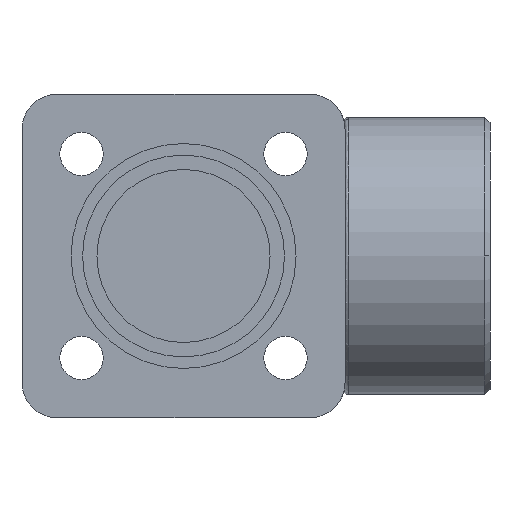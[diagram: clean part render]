
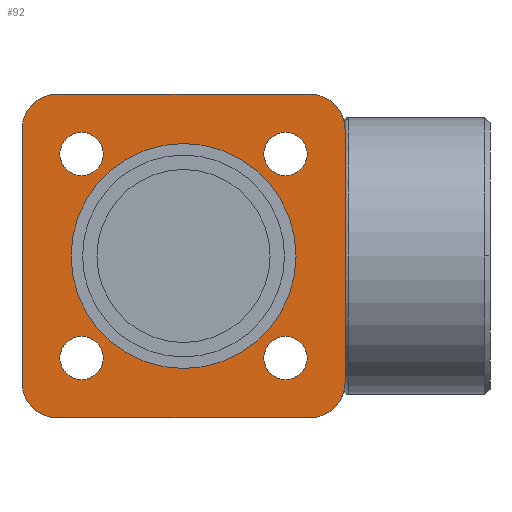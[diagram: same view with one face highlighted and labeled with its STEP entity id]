
A CAD part, front view. The second image highlights one B-rep face of the part: STEP entity #92.
In plain terms, the highlighted planar face has unit normal (0, -1, 0).
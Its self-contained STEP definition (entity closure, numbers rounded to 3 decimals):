
#92=ADVANCED_FACE('',(#201,#202,#203,#204,#205,#206),#207,.F.);
#201=FACE_BOUND('',#323,.T.);
#202=FACE_BOUND('',#324,.T.);
#203=FACE_BOUND('',#325,.T.);
#204=FACE_BOUND('',#326,.T.);
#205=FACE_BOUND('',#327,.T.);
#206=FACE_OUTER_BOUND('',#328,.T.);
#207=PLANE('',#329);
#323=EDGE_LOOP('',(#716,#717));
#324=EDGE_LOOP('',(#718,#719));
#325=EDGE_LOOP('',(#720,#721));
#326=EDGE_LOOP('',(#722,#723));
#327=EDGE_LOOP('',(#724,#725));
#328=EDGE_LOOP('',(#726,#727,#728,#729,#730,#731,#732,#733));
#329=AXIS2_PLACEMENT_3D('',#734,#735,#736);
#716=ORIENTED_EDGE('',*,*,#862,.T.);
#717=ORIENTED_EDGE('',*,*,#855,.T.);
#718=ORIENTED_EDGE('',*,*,#866,.T.);
#719=ORIENTED_EDGE('',*,*,#847,.T.);
#720=ORIENTED_EDGE('',*,*,#868,.T.);
#721=ORIENTED_EDGE('',*,*,#843,.T.);
#722=ORIENTED_EDGE('',*,*,#870,.T.);
#723=ORIENTED_EDGE('',*,*,#839,.T.);
#724=ORIENTED_EDGE('',*,*,#872,.T.);
#725=ORIENTED_EDGE('',*,*,#835,.T.);
#726=ORIENTED_EDGE('',*,*,#930,.T.);
#727=ORIENTED_EDGE('',*,*,#931,.F.);
#728=ORIENTED_EDGE('',*,*,#932,.T.);
#729=ORIENTED_EDGE('',*,*,#933,.F.);
#730=ORIENTED_EDGE('',*,*,#934,.F.);
#731=ORIENTED_EDGE('',*,*,#935,.F.);
#732=ORIENTED_EDGE('',*,*,#936,.T.);
#733=ORIENTED_EDGE('',*,*,#937,.F.);
#734=CARTESIAN_POINT('',(0.,0.0,0.0));
#735=DIRECTION('',(-0.0,1.0,0.));
#736=DIRECTION('',(1.0,0.0,0.0));
#835=EDGE_CURVE('',#1006,#1010,#1012,.T.);
#839=EDGE_CURVE('',#1014,#1018,#1020,.T.);
#843=EDGE_CURVE('',#1022,#1026,#1028,.T.);
#847=EDGE_CURVE('',#1030,#1034,#1036,.T.);
#855=EDGE_CURVE('',#1046,#1050,#1052,.T.);
#862=EDGE_CURVE('',#1050,#1046,#1063,.T.);
#866=EDGE_CURVE('',#1034,#1030,#1067,.T.);
#868=EDGE_CURVE('',#1026,#1022,#1069,.T.);
#870=EDGE_CURVE('',#1018,#1014,#1071,.T.);
#872=EDGE_CURVE('',#1010,#1006,#1073,.T.);
#930=EDGE_CURVE('',#1163,#1164,#1165,.T.);
#931=EDGE_CURVE('',#1166,#1164,#1167,.T.);
#932=EDGE_CURVE('',#1166,#1168,#1169,.T.);
#933=EDGE_CURVE('',#1170,#1168,#1171,.T.);
#934=EDGE_CURVE('',#1172,#1170,#1173,.T.);
#935=EDGE_CURVE('',#1174,#1172,#1175,.T.);
#936=EDGE_CURVE('',#1174,#1176,#1177,.T.);
#937=EDGE_CURVE('',#1163,#1176,#1178,.T.);
#1006=VERTEX_POINT('',#1401);
#1010=VERTEX_POINT('',#1406);
#1012=CIRCLE('',#1409,3.0);
#1014=VERTEX_POINT('',#1411);
#1018=VERTEX_POINT('',#1416);
#1020=CIRCLE('',#1419,3.0);
#1022=VERTEX_POINT('',#1421);
#1026=VERTEX_POINT('',#1426);
#1028=CIRCLE('',#1429,3.0);
#1030=VERTEX_POINT('',#1431);
#1034=VERTEX_POINT('',#1436);
#1036=CIRCLE('',#1439,3.0);
#1046=VERTEX_POINT('',#1451);
#1050=VERTEX_POINT('',#1456);
#1052=CIRCLE('',#1459,15.6);
#1063=CIRCLE('',#1472,15.6);
#1067=CIRCLE('',#1476,3.0);
#1069=CIRCLE('',#1478,3.0);
#1071=CIRCLE('',#1480,3.0);
#1073=CIRCLE('',#1482,3.0);
#1163=VERTEX_POINT('',#1701);
#1164=VERTEX_POINT('',#1702);
#1165=LINE('',#1703,#1704);
#1166=VERTEX_POINT('',#1705);
#1167=CIRCLE('',#1706,4.8);
#1168=VERTEX_POINT('',#1707);
#1169=LINE('',#1708,#1709);
#1170=VERTEX_POINT('',#1710);
#1171=CIRCLE('',#1711,4.8);
#1172=VERTEX_POINT('',#1712);
#1173=LINE('',#1713,#1714);
#1174=VERTEX_POINT('',#1715);
#1175=CIRCLE('',#1716,4.8);
#1176=VERTEX_POINT('',#1717);
#1177=LINE('',#1718,#1719);
#1178=CIRCLE('',#1720,4.8);
#1401=CARTESIAN_POINT('',(16.263,0.,-16.263));
#1406=CARTESIAN_POINT('',(12.021,0.,-12.021));
#1409=AXIS2_PLACEMENT_3D('',#1797,#1798,#1799);
#1411=CARTESIAN_POINT('',(-16.263,0.,-16.263));
#1416=CARTESIAN_POINT('',(-12.021,0.,-12.021));
#1419=AXIS2_PLACEMENT_3D('',#1805,#1806,#1807);
#1421=CARTESIAN_POINT('',(-16.263,0.,16.263));
#1426=CARTESIAN_POINT('',(-12.021,0.,12.021));
#1429=AXIS2_PLACEMENT_3D('',#1813,#1814,#1815);
#1431=CARTESIAN_POINT('',(16.263,0.,16.263));
#1436=CARTESIAN_POINT('',(12.021,0.,12.021));
#1439=AXIS2_PLACEMENT_3D('',#1821,#1822,#1823);
#1451=CARTESIAN_POINT('',(-15.6,0.,0.));
#1456=CARTESIAN_POINT('',(15.6,0.,0.));
#1459=AXIS2_PLACEMENT_3D('',#1837,#1838,#1839);
#1472=AXIS2_PLACEMENT_3D('',#1854,#1855,#1856);
#1476=AXIS2_PLACEMENT_3D('',#1866,#1867,#1868);
#1478=AXIS2_PLACEMENT_3D('',#1872,#1873,#1874);
#1480=AXIS2_PLACEMENT_3D('',#1878,#1879,#1880);
#1482=AXIS2_PLACEMENT_3D('',#1884,#1885,#1886);
#1701=CARTESIAN_POINT('',(-17.6,0.,-22.4));
#1702=CARTESIAN_POINT('',(17.6,0.,-22.4));
#1703=CARTESIAN_POINT('',(0.,0.,-22.4));
#1704=VECTOR('',#1992,1.0);
#1705=CARTESIAN_POINT('',(22.4,0.,-17.6));
#1706=AXIS2_PLACEMENT_3D('',#1993,#1994,#1995);
#1707=CARTESIAN_POINT('',(22.4,0.,17.6));
#1708=CARTESIAN_POINT('',(22.4,0.,-17.6));
#1709=VECTOR('',#1996,1.0);
#1710=CARTESIAN_POINT('',(17.6,0.,22.4));
#1711=AXIS2_PLACEMENT_3D('',#1997,#1998,#1999);
#1712=CARTESIAN_POINT('',(-17.6,0.,22.4));
#1713=CARTESIAN_POINT('',(0.,0.,22.4));
#1714=VECTOR('',#2000,1.0);
#1715=CARTESIAN_POINT('',(-22.4,0.,17.6));
#1716=AXIS2_PLACEMENT_3D('',#2001,#2002,#2003);
#1717=CARTESIAN_POINT('',(-22.4,0.,-17.6));
#1718=CARTESIAN_POINT('',(-22.4,0.,17.6));
#1719=VECTOR('',#2004,1.0);
#1720=AXIS2_PLACEMENT_3D('',#2005,#2006,#2007);
#1797=CARTESIAN_POINT('',(14.142,0.0,-14.142));
#1798=DIRECTION('',(0.,1.0,0.));
#1799=DIRECTION('',(0.707,0.,-0.707));
#1805=CARTESIAN_POINT('',(-14.142,0.0,-14.142));
#1806=DIRECTION('',(0.,1.0,0.));
#1807=DIRECTION('',(-0.707,0.,-0.707));
#1813=CARTESIAN_POINT('',(-14.142,0.0,14.142));
#1814=DIRECTION('',(0.,1.0,0.));
#1815=DIRECTION('',(-0.707,0.,0.707));
#1821=CARTESIAN_POINT('',(14.142,0.0,14.142));
#1822=DIRECTION('',(0.,1.0,0.));
#1823=DIRECTION('',(0.707,0.,0.707));
#1837=CARTESIAN_POINT('',(0.0,0.0,0.0));
#1838=DIRECTION('',(0.0,1.0,0.));
#1839=DIRECTION('',(-1.0,0.0,0.0));
#1854=CARTESIAN_POINT('',(0.0,0.0,0.0));
#1855=DIRECTION('',(0.0,1.0,0.));
#1856=DIRECTION('',(-1.0,0.0,0.0));
#1866=CARTESIAN_POINT('',(14.142,0.0,14.142));
#1867=DIRECTION('',(0.,1.0,0.));
#1868=DIRECTION('',(0.707,0.,0.707));
#1872=CARTESIAN_POINT('',(-14.142,0.0,14.142));
#1873=DIRECTION('',(0.,1.0,0.));
#1874=DIRECTION('',(-0.707,0.,0.707));
#1878=CARTESIAN_POINT('',(-14.142,0.0,-14.142));
#1879=DIRECTION('',(0.,1.0,0.));
#1880=DIRECTION('',(-0.707,0.,-0.707));
#1884=CARTESIAN_POINT('',(14.142,0.0,-14.142));
#1885=DIRECTION('',(0.,1.0,0.));
#1886=DIRECTION('',(0.707,0.,-0.707));
#1992=DIRECTION('',(1.0,0.,0.));
#1993=CARTESIAN_POINT('',(17.6,0.,-17.6));
#1994=DIRECTION('',(-0.0,1.0,0.));
#1995=DIRECTION('',(1.0,0.0,0.0));
#1996=DIRECTION('',(0.,0.,1.0));
#1997=CARTESIAN_POINT('',(17.6,0.,17.6));
#1998=DIRECTION('',(-0.0,1.0,0.));
#1999=DIRECTION('',(1.0,0.0,0.0));
#2000=DIRECTION('',(1.0,0.,0.));
#2001=CARTESIAN_POINT('',(-17.6,0.,17.6));
#2002=DIRECTION('',(-0.0,1.0,0.));
#2003=DIRECTION('',(1.0,0.0,0.0));
#2004=DIRECTION('',(0.,0.,-1.0));
#2005=CARTESIAN_POINT('',(-17.6,0.,-17.6));
#2006=DIRECTION('',(-0.0,1.0,0.));
#2007=DIRECTION('',(1.0,0.0,0.0));
